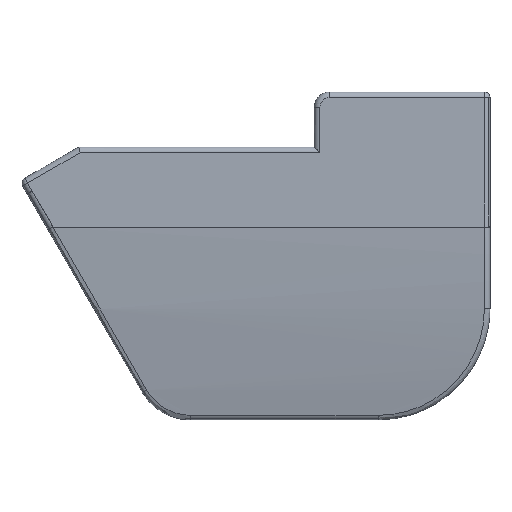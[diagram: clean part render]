
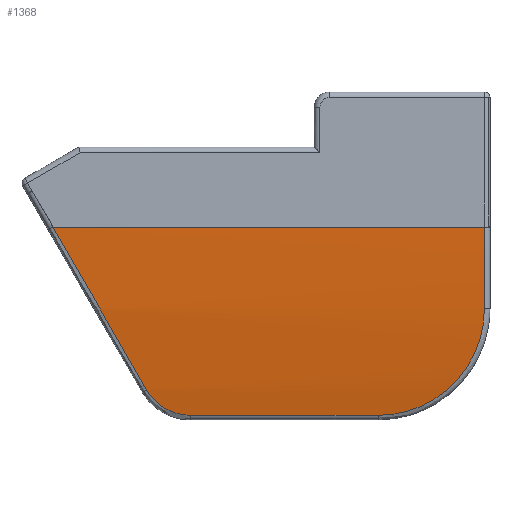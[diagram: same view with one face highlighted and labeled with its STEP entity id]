
A CAD part, top view. The second image highlights one B-rep face of the part: STEP entity #1368.
In plain terms, the highlighted cylindrical face has radius 316.321 mm (diameter 632.641 mm), a partial arc.
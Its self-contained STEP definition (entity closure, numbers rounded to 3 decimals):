
#122 = CARTESIAN_POINT ( 'NONE',  ( -35.754, -58.035, 12.698 ) ) ;
#135 = CARTESIAN_POINT ( 'NONE',  ( 55.749, -108.485, 6.321 ) ) ;
#165 = VECTOR ( 'NONE', #1421, 1000. ) ;
#178 = B_SPLINE_CURVE_WITH_KNOTS ( 'NONE', 3,
 ( #2418, #1379, #2218, #1183, #1394, #2015, #1864, #1238, #637, #1452, #2282, #2038, #1851 ),
 .UNSPECIFIED., .F., .F.,
 ( 4, 3, 3, 3, 4 ),
 ( 0., 0., 0., 0., 0. ),
 .UNSPECIFIED. ) ;
#256 = DIRECTION ( 'NONE',  ( -1., 0., 0. ) ) ;
#286 = CARTESIAN_POINT ( 'NONE',  ( 0., -57.986, 12.7 ) ) ;
#337 = CARTESIAN_POINT ( 'NONE',  ( 79.96, -79.849, 10.952 ) ) ;
#339 = VERTEX_POINT ( 'NONE', #488 ) ;
#353 = CARTESIAN_POINT ( 'NONE',  ( 79.96, -84.131, 10.46 ) ) ;
#356 = EDGE_CURVE ( 'NONE', #1225, #339, #1222, .T. ) ;
#363 = CARTESIAN_POINT ( 'NONE',  ( 51.46, -108.485, 6.321 ) ) ;
#425 = VERTEX_POINT ( 'NONE', #1248 ) ;
#488 = CARTESIAN_POINT ( 'NONE',  ( -10.585, -101.717, 7.66 ) ) ;
#517 = CARTESIAN_POINT ( 'NONE',  ( -35.689, -57.986, 12.7 ) ) ;
#543 = CARTESIAN_POINT ( 'NONE',  ( 78.021, -92.668, 9.288 ) ) ;
#578 = CARTESIAN_POINT ( 'NONE',  ( 71.25, -101.23, 7.77 ) ) ;
#637 = CARTESIAN_POINT ( 'NONE',  ( -35.74, -58.009, 12.699 ) ) ;
#654 = LINE ( 'NONE', #799, #165 ) ;
#722 = CARTESIAN_POINT ( 'NONE',  ( -18.894, -87.296, 10.349 ) ) ;
#747 = VERTEX_POINT ( 'NONE', #122 ) ;
#799 = CARTESIAN_POINT ( 'NONE',  ( 0., -108.485, 6.321 ) ) ;
#936 = CARTESIAN_POINT ( 'NONE',  ( -10.585, -101.717, 7.66 ) ) ;
#939 = EDGE_CURVE ( 'NONE', #339, #747, #1610, .T. ) ;
#956 = DIRECTION ( 'NONE',  ( 0., -0.079, 0.997 ) ) ;
#1115 = CARTESIAN_POINT ( 'NONE',  ( 1.098, -108.485, 6.321 ) ) ;
#1137 = VERTEX_POINT ( 'NONE', #337 ) ;
#1154 = EDGE_CURVE ( 'NONE', #1677, #747, #178, .T. ) ;
#1169 = VECTOR ( 'NONE', #256, 1000. ) ;
#1183 = CARTESIAN_POINT ( 'NONE',  ( -35.712, -57.99, 12.7 ) ) ;
#1222 = B_SPLINE_CURVE_WITH_KNOTS ( 'NONE', 3,
 ( #1751, #2157, #2544, #1534, #936 ),
 .UNSPECIFIED., .F., .F.,
 ( 4, 1, 4 ),
 ( 0., 0.429, 1. ),
 .UNSPECIFIED. ) ;
#1225 = VERTEX_POINT ( 'NONE', #1115 ) ;
#1238 = CARTESIAN_POINT ( 'NONE',  ( -35.735, -58.004, 12.699 ) ) ;
#1248 = CARTESIAN_POINT ( 'NONE',  ( 79.96, -57.986, 12.7 ) ) ;
#1284 = CARTESIAN_POINT ( 'NONE',  ( -35.754, -58.035, 12.698 ) ) ;
#1311 = EDGE_CURVE ( 'NONE', #425, #1677, #2528, .T. ) ;
#1368 = ADVANCED_FACE ( 'NONE', ( #1553 ), #1792, .T. ) ;
#1379 = CARTESIAN_POINT ( 'NONE',  ( -35.697, -57.986, 12.7 ) ) ;
#1394 = CARTESIAN_POINT ( 'NONE',  ( -35.718, -57.992, 12.7 ) ) ;
#1421 = DIRECTION ( 'NONE',  ( -1., 0., 0. ) ) ;
#1452 = CARTESIAN_POINT ( 'NONE',  ( -35.743, -58.014, 12.699 ) ) ;
#1534 = CARTESIAN_POINT ( 'NONE',  ( -9.247, -104.038, 7.227 ) ) ;
#1546 = CARTESIAN_POINT ( 'NONE',  ( -10.585, -101.717, 7.66 ) ) ;
#1553 = FACE_OUTER_BOUND ( 'NONE', #2479, .T. ) ;
#1583 = CARTESIAN_POINT ( 'NONE',  ( 79.96, -43.72, -303.299 ) ) ;
#1610 = B_SPLINE_CURVE_WITH_KNOTS ( 'NONE', 3,
 ( #1546, #722, #2149, #1284 ),
 .UNSPECIFIED., .F., .F.,
 ( 4, 4 ),
 ( 0., 0.999 ),
 .UNSPECIFIED. ) ;
#1651 = CIRCLE ( 'NONE', #2426, 316.321 ) ;
#1677 = VERTEX_POINT ( 'NONE', #517 ) ;
#1747 = AXIS2_PLACEMENT_3D ( 'NONE', #2679, #2440, #2252 ) ;
#1749 = EDGE_CURVE ( 'NONE', #1137, #2292, #2376, .T. ) ;
#1751 = CARTESIAN_POINT ( 'NONE',  ( 1.098, -108.485, 6.321 ) ) ;
#1775 = CARTESIAN_POINT ( 'NONE',  ( 62.174, -106.993, 6.64 ) ) ;
#1777 = EDGE_CURVE ( 'NONE', #2292, #1225, #654, .T. ) ;
#1792 = CYLINDRICAL_SURFACE ( 'NONE', #1747, 316.321 ) ;
#1798 = ORIENTED_EDGE ( 'NONE', *, *, #939, .F. ) ;
#1851 = CARTESIAN_POINT ( 'NONE',  ( -35.754, -58.035, 12.698 ) ) ;
#1864 = CARTESIAN_POINT ( 'NONE',  ( -35.73, -57.999, 12.699 ) ) ;
#1985 = ORIENTED_EDGE ( 'NONE', *, *, #1311, .T. ) ;
#2015 = CARTESIAN_POINT ( 'NONE',  ( -35.724, -57.995, 12.7 ) ) ;
#2038 = CARTESIAN_POINT ( 'NONE',  ( -35.752, -58.028, 12.698 ) ) ;
#2131 = EDGE_CURVE ( 'NONE', #425, #1137, #1651, .T. ) ;
#2149 = CARTESIAN_POINT ( 'NONE',  ( -27.311, -72.689, 12.034 ) ) ;
#2157 = CARTESIAN_POINT ( 'NONE',  ( -0.93, -108.485, 6.321 ) ) ;
#2206 = CARTESIAN_POINT ( 'NONE',  ( 79.96, -79.849, 10.952 ) ) ;
#2218 = CARTESIAN_POINT ( 'NONE',  ( -35.705, -57.988, 12.7 ) ) ;
#2252 = DIRECTION ( 'NONE',  ( 0., 0.012, 1. ) ) ;
#2282 = CARTESIAN_POINT ( 'NONE',  ( -35.748, -58.021, 12.698 ) ) ;
#2292 = VERTEX_POINT ( 'NONE', #363 ) ;
#2319 = ORIENTED_EDGE ( 'NONE', *, *, #1154, .T. ) ;
#2376 = B_SPLINE_CURVE_WITH_KNOTS ( 'NONE', 3,
 ( #2206, #353, #543, #578, #1775, #135, #2588 ),
 .UNSPECIFIED., .F., .F.,
 ( 4, 1, 1, 1, 4 ),
 ( 0., 0.286, 0.571, 0.714, 1. ),
 .UNSPECIFIED. ) ;
#2418 = CARTESIAN_POINT ( 'NONE',  ( -35.689, -57.986, 12.7 ) ) ;
#2423 = ORIENTED_EDGE ( 'NONE', *, *, #356, .F. ) ;
#2426 = AXIS2_PLACEMENT_3D ( 'NONE', #1583, #2638, #956 ) ;
#2440 = DIRECTION ( 'NONE',  ( 1., 0., 0. ) ) ;
#2465 = ORIENTED_EDGE ( 'NONE', *, *, #1749, .F. ) ;
#2479 = EDGE_LOOP ( 'NONE', ( #2526, #2465, #2491, #1985, #2319, #1798, #2423 ) ) ;
#2491 = ORIENTED_EDGE ( 'NONE', *, *, #2131, .F. ) ;
#2526 = ORIENTED_EDGE ( 'NONE', *, *, #1777, .F. ) ;
#2528 = LINE ( 'NONE', #286, #1169 ) ;
#2544 = CARTESIAN_POINT ( 'NONE',  ( -5.664, -107.393, 6.552 ) ) ;
#2588 = CARTESIAN_POINT ( 'NONE',  ( 51.46, -108.485, 6.321 ) ) ;
#2638 = DIRECTION ( 'NONE',  ( 1., 0., 0. ) ) ;
#2679 = CARTESIAN_POINT ( 'NONE',  ( 0., -43.72, -303.299 ) ) ;
